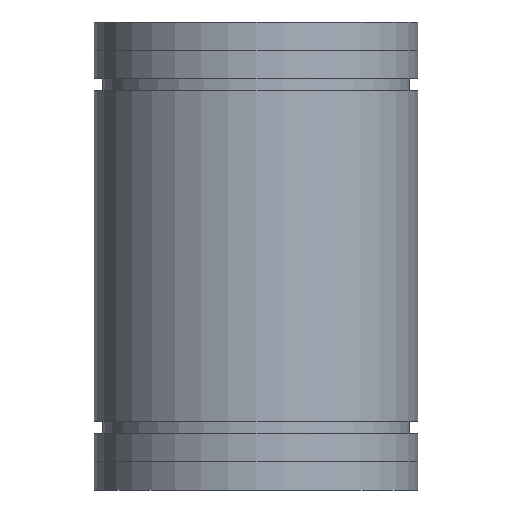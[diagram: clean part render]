
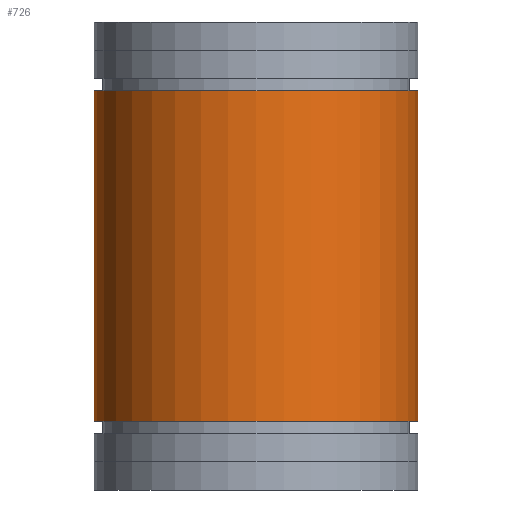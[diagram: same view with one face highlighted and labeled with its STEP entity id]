
A CAD part, front view. The second image highlights one B-rep face of the part: STEP entity #726.
In plain terms, the highlighted cylindrical face has radius 23.5 mm (diameter 47 mm), a full revolution.
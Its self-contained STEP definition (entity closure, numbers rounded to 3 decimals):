
#64 = EDGE_LOOP ( 'NONE', ( #102 ) ) ;
#73 = EDGE_LOOP ( 'NONE', ( #177 ) ) ;
#102 = ORIENTED_EDGE ( 'NONE', *, *, #613, .T. ) ;
#177 = ORIENTED_EDGE ( 'NONE', *, *, #618, .F. ) ;
#375 = CARTESIAN_POINT ( 'NONE',  ( 0., 0., -58. ) ) ;
#382 = DIRECTION ( 'NONE',  ( 0., 0., 1. ) ) ;
#383 = DIRECTION ( 'NONE',  ( 1., 0., 0. ) ) ;
#390 = CARTESIAN_POINT ( 'NONE',  ( 0., 0., -10. ) ) ;
#397 = DIRECTION ( 'NONE',  ( 0., 0., 1. ) ) ;
#398 = DIRECTION ( 'NONE',  ( 1., 0., 0. ) ) ;
#434 = DIRECTION ( 'NONE',  ( 1., 0., 0. ) ) ;
#468 = CARTESIAN_POINT ( 'NONE',  ( 0., 0., 0. ) ) ;
#469 = DIRECTION ( 'NONE',  ( 0., 0., 1. ) ) ;
#508 = VERTEX_POINT ( 'NONE', #509 ) ;
#509 = CARTESIAN_POINT ( 'NONE',  ( 23.5, 0., -58. ) ) ;
#518 = VERTEX_POINT ( 'NONE', #519 ) ;
#519 = CARTESIAN_POINT ( 'NONE',  ( 23.5, 0., -10. ) ) ;
#542 = CIRCLE ( 'NONE', #681, 23.5 ) ;
#547 = CIRCLE ( 'NONE', #686, 23.5 ) ;
#582 = CYLINDRICAL_SURFACE ( 'NONE', #708, 23.5 ) ;
#586 = FACE_OUTER_BOUND ( 'NONE', #64, .T. ) ;
#587 = FACE_OUTER_BOUND ( 'NONE', #73, .T. ) ;
#613 = EDGE_CURVE ( 'NONE', #508, #508, #542, .T. ) ;
#618 = EDGE_CURVE ( 'NONE', #518, #518, #547, .T. ) ;
#681 = AXIS2_PLACEMENT_3D ( 'NONE', #375, #382, #383 ) ;
#686 = AXIS2_PLACEMENT_3D ( 'NONE', #390, #397, #398 ) ;
#708 = AXIS2_PLACEMENT_3D ( 'NONE', #468, #469, #434 ) ;
#726 = ADVANCED_FACE ( 'NONE', ( #587, #586 ), #582, .T. ) ;
